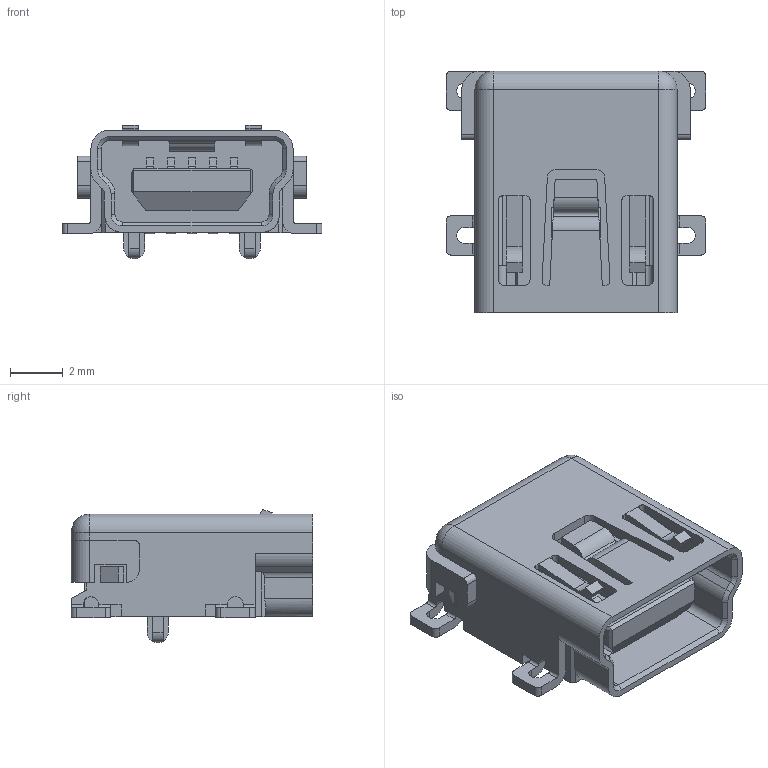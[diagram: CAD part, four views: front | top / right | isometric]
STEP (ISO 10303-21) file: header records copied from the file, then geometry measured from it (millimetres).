
FILE_DESCRIPTION(('FreeCAD Model'),'2;1');
FILE_NAME('1-1734035-1.step','2017-12-05T16:06:03',( 'kicad StepUp'),('ksu MCAD'),'Open CASCADE STEP processor 6.8', 'FreeCAD','Unknown');
FILE_SCHEMA(('AUTOMOTIVE_DESIGN_CC2 { 1 2 10303 214 -1 1 5 4 }'));
Length unit declared in the file: millimetre
Products named in the file (1): 1-1734035-1
Bounding box: 9.9 x 9.2 x 5.09 mm (x, y, z)
Volume: 181.5 mm3; surface area: 478.6 mm2
Topology: 1 solids, 1 shells, 366 faces, 994 edges, 636 vertices
Faces by surface type: plane 235, cylinder 111, bspline 10, cone 8, sphere 2
Entity records: 11863 total; most frequent: CARTESIAN_POINT 2509, ORIENTED_EDGE 1988, DIRECTION 1894, EDGE_CURVE 994, LINE 744, VECTOR 744, VERTEX_POINT 636, AXIS2_PLACEMENT_3D 575
